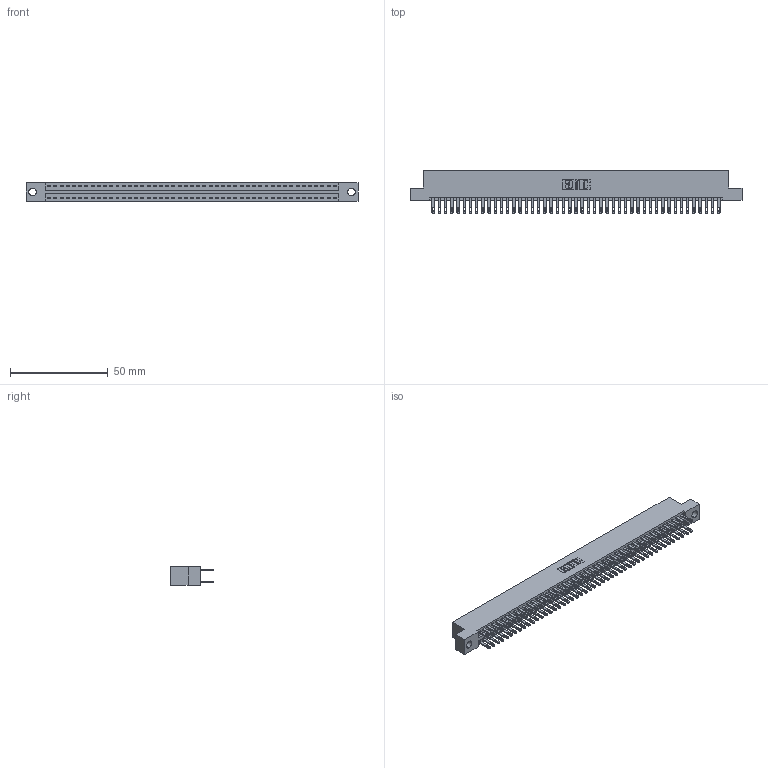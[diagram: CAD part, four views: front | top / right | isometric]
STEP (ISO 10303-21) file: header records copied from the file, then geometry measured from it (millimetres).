
FILE_DESCRIPTION (( 'STEP AP203' ), '1' );
FILE_NAME ('896-094-500-204.STEP', '2021-07-28T03:12:34', ( '' ), ( '' ), 'SwSTEP 2.0', 'SolidWorks 2020', '' );
FILE_SCHEMA (( 'CONFIG_CONTROL_DESIGN' ));
Length unit declared in the file: inch
Products named in the file (3): 896-094-500-204; 846 Part_Flush Mounting Lugs - 0.156 Dia-TH; 345-292-001_345-293-100
Assembly tree (95 placements, depth 2):
  896-094-500-204
    846 Part_Flush Mounting Lugs - 0.156 Dia-TH
    345-292-001_345-293-100  x94
Bounding box: 169.8 x 21.84 x 9.4 mm (x, y, z)
Volume: 16795.7 mm3; surface area: 23962.7 mm2
Topology: 95 solids, 95 shells, 4634 faces, 14147 edges, 9430 vertices
Faces by surface type: plane 2802, cylinder 1832
Entity records: 29933 total; most frequent: CARTESIAN_POINT 4924, ORIENTED_EDGE 4858, DIRECTION 4393, EDGE_CURVE 2429, VECTOR 2105, LINE 2105, VERTEX_POINT 1618, AXIS2_PLACEMENT_3D 1144
